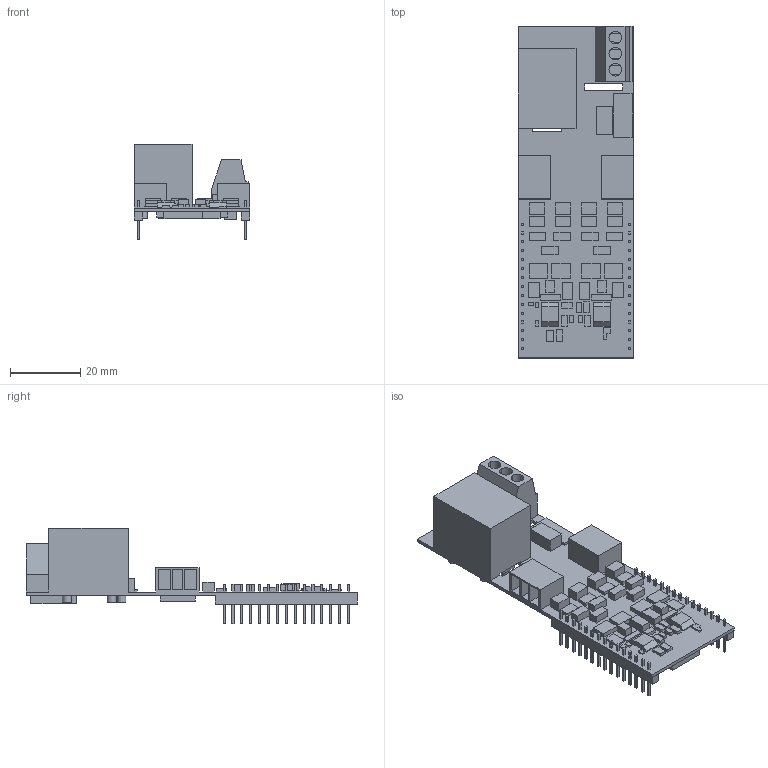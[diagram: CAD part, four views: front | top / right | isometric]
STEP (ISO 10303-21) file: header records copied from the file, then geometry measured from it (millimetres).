
FILE_DESCRIPTION((''),'2;1');
FILE_NAME('T-SIMHAT-PCB','2022-07-15T17:57:39',('123456'),(''),'CREO PARAMETRIC BY PTC INC, 2019080','CREO PARAMETRIC BY PTC INC, 2019080','');
FILE_SCHEMA(('AUTOMOTIVE_DESIGN { 1 0 10303 214 1 1 1 1 }'));
Length unit declared in the file: millimetre
Products named in the file (1): T-SIMHAT-PCB
Bounding box: 33 x 94.8 x 27.35 mm (x, y, z)
Volume: 14017 mm3; surface area: 12848.8 mm2
Topology: 1 solids, 1 shells, 670 faces, 1654 edges, 1102 vertices
Faces by surface type: plane 652, cylinder 18
Entity records: 19562 total; most frequent: CARTESIAN_POINT 3458, ORIENTED_EDGE 3308, DIRECTION 3030, EDGE_CURVE 1654, VECTOR 1606, LINE 1606, VERTEX_POINT 1102, EDGE_LOOP 796
